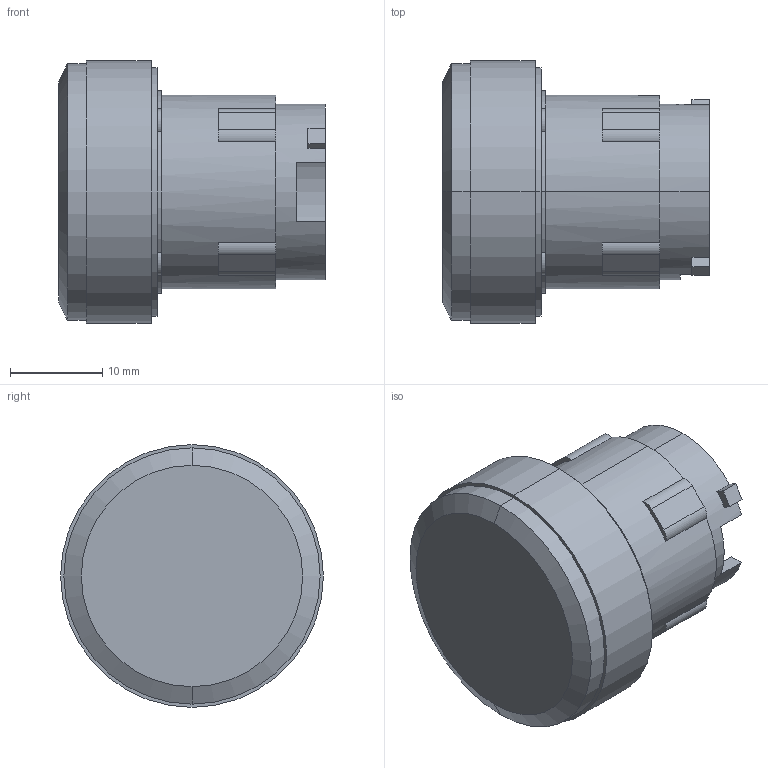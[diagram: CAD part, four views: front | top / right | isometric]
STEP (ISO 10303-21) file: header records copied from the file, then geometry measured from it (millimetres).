
FILE_DESCRIPTION(('starvars output'),'2;1');
FILE_NAME('ZB4BW3537_3D.stp','11:53:26 2020/03/31',( 'Thomas Industrial Network Germany GmbH'),( 'Thomas Industrial Network Germany GmbH'),'unknown preprocess','ACIS' ,'unknown authorization');
FILE_SCHEMA(('AUTOMOTIVE_DESIGN_CC2 {UNKNOWN IMPLEMENTATION LEVEL}'));
Length unit declared in the file: millimetre
Products named in the file (1): PRODUCT_ID_209
Bounding box: 28.95 x 28.5 x 28.5 mm (x, y, z)
Volume: 11753.9 mm3; surface area: 3563.7 mm2
Topology: 1 solids, 1 shells, 59 faces, 154 edges, 102 vertices
Faces by surface type: cylinder 30, plane 27, cone 2
Entity records: 2154 total; most frequent: ORIENTED_EDGE 308, CARTESIAN_POINT 264, DIRECTION 252, EDGE_CURVE 154, VERTEX_POINT 102, AXIS2_PLACEMENT_3D 90, VECTOR 72, LINE 72
